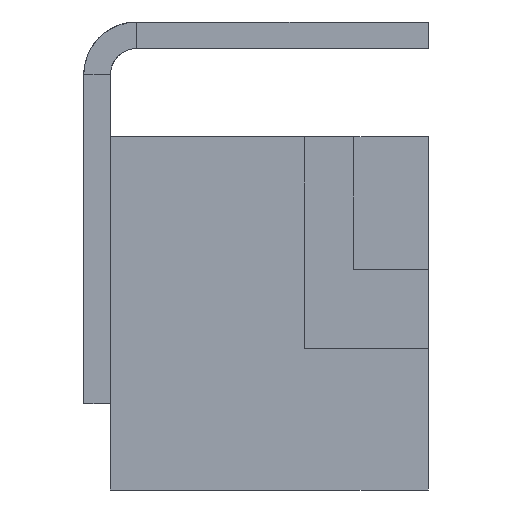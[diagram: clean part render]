
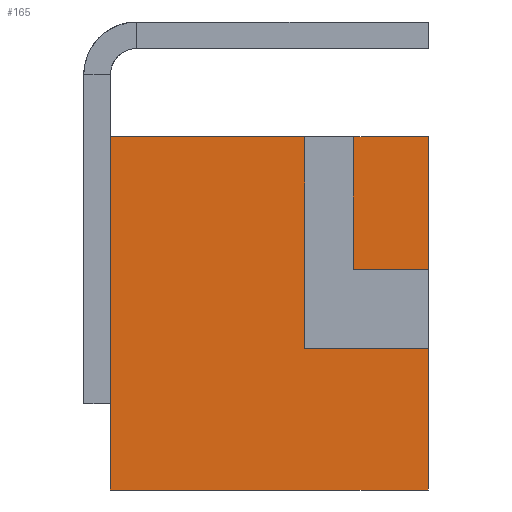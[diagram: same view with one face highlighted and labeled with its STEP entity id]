
A CAD part, left-side view. The second image highlights one B-rep face of the part: STEP entity #165.
In plain terms, the highlighted planar face has unit normal (-1, 0, 0).
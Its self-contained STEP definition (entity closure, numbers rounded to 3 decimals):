
#165=ADVANCED_FACE('',(#3541),#3543,.F.);
#3541=FACE_BOUND('',#3542,.T.);
#3542=EDGE_LOOP('',(#8652,#8653,#8654,#8655,#8656,#8657,#8658,#8659,#8660,#8661));
#3543=PLANE('',#3544);
#3544=AXIS2_PLACEMENT_3D('',#3545,#3546,#3547);
#3545=CARTESIAN_POINT('',(-5.,-1.8,4.));
#3546=DIRECTION('',(1.,0.,0.));
#3547=DIRECTION('',(0.,0.,-1.));
#8652=ORIENTED_EDGE('',*,*,#10655,.T.);
#8653=ORIENTED_EDGE('',*,*,#10656,.T.);
#8654=ORIENTED_EDGE('',*,*,#10657,.F.);
#8655=ORIENTED_EDGE('',*,*,#10658,.F.);
#8656=ORIENTED_EDGE('',*,*,#10631,.T.);
#8657=ORIENTED_EDGE('',*,*,#10659,.T.);
#8658=ORIENTED_EDGE('',*,*,#10660,.T.);
#8659=ORIENTED_EDGE('',*,*,#10661,.T.);
#8660=ORIENTED_EDGE('',*,*,#10662,.F.);
#8661=ORIENTED_EDGE('',*,*,#10663,.F.);
#10631=EDGE_CURVE('',#11664,#11662,#11665,.T.);
#10655=EDGE_CURVE('',#11707,#11708,#11709,.T.);
#10656=EDGE_CURVE('',#11708,#11710,#11711,.T.);
#10657=EDGE_CURVE('',#11712,#11710,#11713,.T.);
#10658=EDGE_CURVE('',#11664,#11712,#11714,.T.);
#10659=EDGE_CURVE('',#11662,#11715,#11716,.T.);
#10660=EDGE_CURVE('',#11715,#11717,#11718,.T.);
#10661=EDGE_CURVE('',#11717,#11719,#11720,.T.);
#10662=EDGE_CURVE('',#11721,#11719,#11722,.T.);
#10663=EDGE_CURVE('',#11707,#11721,#11723,.T.);
#11662=VERTEX_POINT('',#13385);
#11664=VERTEX_POINT('',#13389);
#11665=LINE('',#13390,#13391);
#11707=VERTEX_POINT('',#13480);
#11708=VERTEX_POINT('',#13481);
#11709=LINE('',#13482,#13483);
#11710=VERTEX_POINT('',#13485);
#11711=LINE('',#13486,#13487);
#11712=VERTEX_POINT('',#13489);
#11713=LINE('',#13490,#13491);
#11714=LINE('',#13493,#13494);
#11715=VERTEX_POINT('',#13496);
#11716=LINE('',#13497,#13498);
#11717=VERTEX_POINT('',#13500);
#11718=LINE('',#13501,#13502);
#11719=VERTEX_POINT('',#13504);
#11720=LINE('',#13505,#13506);
#11721=VERTEX_POINT('',#13508);
#11722=LINE('',#13509,#13510);
#11723=LINE('',#13512,#13513);
#13385=CARTESIAN_POINT('',(-5.,-0.4,4.));
#13389=CARTESIAN_POINT('',(-5.,-0.4,1.6));
#13390=CARTESIAN_POINT('',(-5.,-0.4,1.6));
#13391=VECTOR('',#13392,1.);
#13392=DIRECTION('',(0.,0.,1.));
#13480=CARTESIAN_POINT('',(-5.,1.8,4.));
#13481=CARTESIAN_POINT('',(-5.,1.8,0.));
#13482=CARTESIAN_POINT('',(-5.,1.8,4.));
#13483=VECTOR('',#13484,1.);
#13484=DIRECTION('',(0.,0.,-1.));
#13485=CARTESIAN_POINT('',(-5.,-1.8,0.));
#13486=CARTESIAN_POINT('',(-5.,1.8,0.));
#13487=VECTOR('',#13488,1.);
#13488=DIRECTION('',(0.,-1.,0.));
#13489=CARTESIAN_POINT('',(-5.,-1.8,1.6));
#13490=CARTESIAN_POINT('',(-5.,-1.8,1.6));
#13491=VECTOR('',#13492,1.);
#13492=DIRECTION('',(0.,0.,-1.));
#13493=CARTESIAN_POINT('',(-5.,-0.4,1.6));
#13494=VECTOR('',#13495,1.);
#13495=DIRECTION('',(0.,-1.,0.));
#13496=CARTESIAN_POINT('',(-5.,-0.95,4.));
#13497=CARTESIAN_POINT('',(-5.,-0.4,4.));
#13498=VECTOR('',#13499,1.);
#13499=DIRECTION('',(0.,-1.,0.));
#13500=CARTESIAN_POINT('',(-5.,-0.95,2.5));
#13501=CARTESIAN_POINT('',(-5.,-0.95,4.));
#13502=VECTOR('',#13503,1.);
#13503=DIRECTION('',(0.,0.,-1.));
#13504=CARTESIAN_POINT('',(-5.,-1.8,2.5));
#13505=CARTESIAN_POINT('',(-5.,-0.95,2.5));
#13506=VECTOR('',#13507,1.);
#13507=DIRECTION('',(0.,-1.,0.));
#13508=CARTESIAN_POINT('',(-5.,-1.8,4.));
#13509=CARTESIAN_POINT('',(-5.,-1.8,4.));
#13510=VECTOR('',#13511,1.);
#13511=DIRECTION('',(0.,0.,-1.));
#13512=CARTESIAN_POINT('',(-5.,1.8,4.));
#13513=VECTOR('',#13514,1.);
#13514=DIRECTION('',(0.,-1.,0.));
